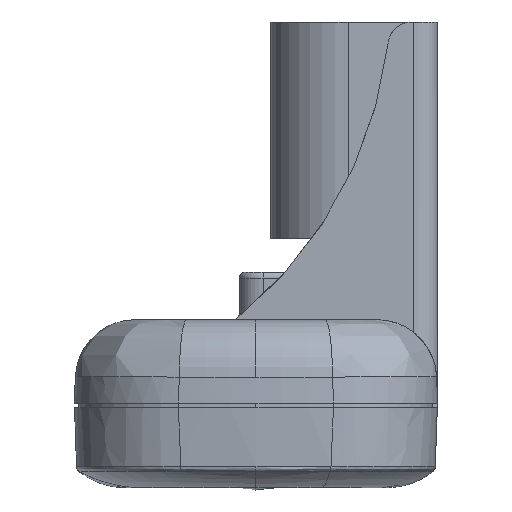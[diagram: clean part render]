
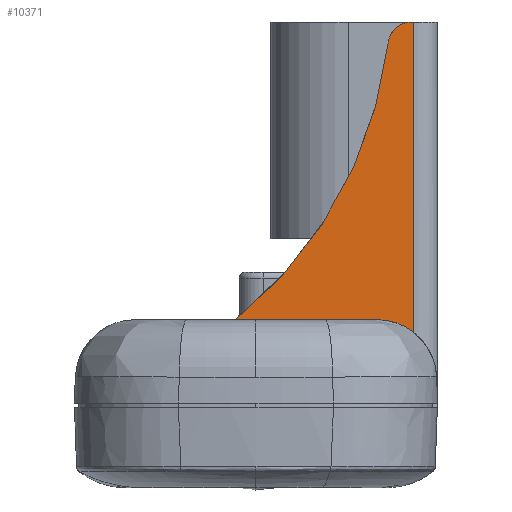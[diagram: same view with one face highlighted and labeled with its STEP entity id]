
A CAD part, left-side view. The second image highlights one B-rep face of the part: STEP entity #10371.
In plain terms, the highlighted face is planar.
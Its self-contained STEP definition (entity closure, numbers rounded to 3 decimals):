
#3951=CARTESIAN_POINT('',(30.,-13.258,1.067));
#3953=DIRECTION('',(0.,0.,-1.));
#3954=VECTOR('',#3953,26.067);
#3955=CARTESIAN_POINT('',(30.,-13.258,1.067));
#3956=LINE('',#3955,#3954);
#4579=DIRECTION('',(0.,-1.,0.));
#4580=VECTOR('',#4579,0.174);
#4581=CARTESIAN_POINT('',(30.,-13.084,-25.));
#4582=LINE('',#4581,#4580);
#4583=CARTESIAN_POINT('',(30.,-10.172,5.));
#4584=DIRECTION('',(1.,0.,0.));
#4585=DIRECTION('',(0.,-0.617,-0.787));
#4586=AXIS2_PLACEMENT_3D('',#4583,#4584,#4585);
#4588=DIRECTION('',(0.,1.,0.));
#4589=VECTOR('',#4588,11.913);
#4590=CARTESIAN_POINT('',(30.,-10.172,0.));
#4591=LINE('',#4590,#4589);
#4592=CARTESIAN_POINT('',(30.,23.667,-27.281));
#4593=DIRECTION('',(1.,0.,0.));
#4594=DIRECTION('',(0.,-0.626,0.779));
#4595=AXIS2_PLACEMENT_3D('',#4592,#4593,#4594);
#4597=CARTESIAN_POINT('',(30.,-13.084,-23.));
#4598=DIRECTION('',(-1.,0.,0.));
#4599=DIRECTION('',(0.,0.993,-0.116));
#4600=AXIS2_PLACEMENT_3D('',#4597,#4598,#4599);
#7202=VERTEX_POINT('',#3951);
#7203=CARTESIAN_POINT('',(30.,-13.258,-25.));
#7204=VERTEX_POINT('',#7203);
#7325=CARTESIAN_POINT('',(30.,-13.084,-25.));
#7326=VERTEX_POINT('',#7325);
#7340=CARTESIAN_POINT('',(30.,1.742,0.));
#7341=CARTESIAN_POINT('',(30.,-11.098,-23.231));
#7342=VERTEX_POINT('',#7340);
#7343=VERTEX_POINT('',#7341);
#7346=CARTESIAN_POINT('',(30.,-10.172,0.));
#7347=VERTEX_POINT('',#7346);
#10355=CARTESIAN_POINT('',(30.,-13.258,69.012));
#10356=DIRECTION('',(1.,0.,0.));
#10357=DIRECTION('',(0.,0.,-1.));
#10358=AXIS2_PLACEMENT_3D('',#10355,#10356,#10357);
#10359=PLANE('',#10358);
#10360=ORIENTED_EDGE('',*,*,#10295,.T.);
#10361=ORIENTED_EDGE('',*,*,#9551,.F.);
#10363=ORIENTED_EDGE('',*,*,#10362,.T.);
#10365=ORIENTED_EDGE('',*,*,#10364,.T.);
#10366=ORIENTED_EDGE('',*,*,#10343,.T.);
#10368=ORIENTED_EDGE('',*,*,#10367,.T.);
#10369=EDGE_LOOP('',(#10360,#10361,#10363,#10365,#10366,#10368));
#10370=FACE_OUTER_BOUND('',#10369,.F.);
#10371=ADVANCED_FACE('',(#10370),#10359,.T.);
#4587=CIRCLE('',#4586,5.);
#4596=CIRCLE('',#4595,35.);
#4601=CIRCLE('',#4600,2.);
#9551=EDGE_CURVE('',#7202,#7204,#3956,.T.);
#10295=EDGE_CURVE('',#7326,#7204,#4582,.T.);
#10343=EDGE_CURVE('',#7342,#7343,#4596,.T.);
#10362=EDGE_CURVE('',#7202,#7347,#4587,.T.);
#10364=EDGE_CURVE('',#7347,#7342,#4591,.T.);
#10367=EDGE_CURVE('',#7343,#7326,#4601,.T.);
